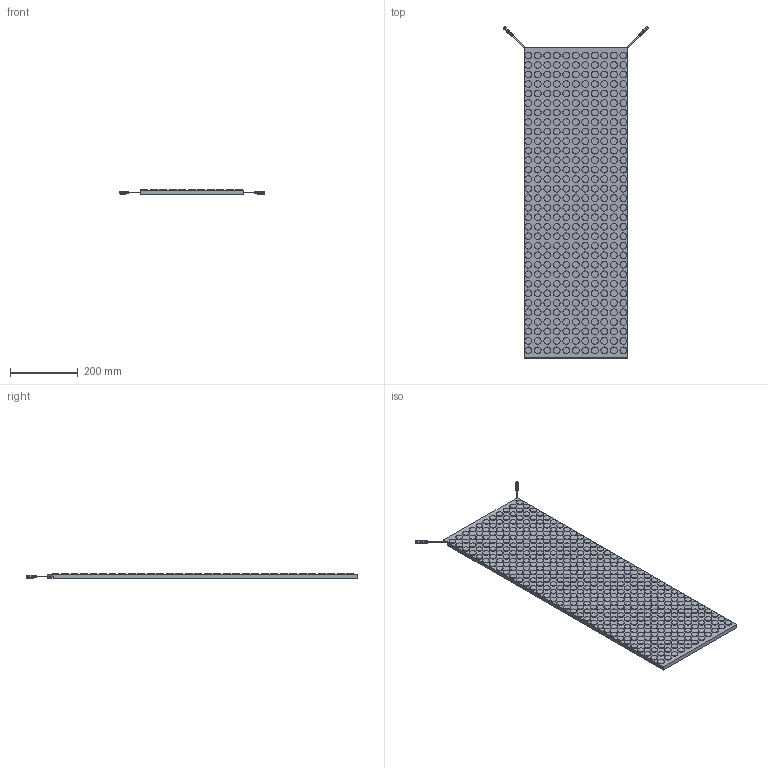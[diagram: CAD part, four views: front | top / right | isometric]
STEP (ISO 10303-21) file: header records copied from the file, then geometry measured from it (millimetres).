
FILE_DESCRIPTION (( 'STEP AP203' ), '1' );
FILE_NAME ('1602-4108_Default.step', '2022-02-03T14:46:41', ( 'Windows User' ), ( '' ), 'SwSTEP 2.0', 'SolidWorks 2021', '' );
FILE_SCHEMA (( 'CONFIG_CONTROL_DESIGN' ));
Length unit declared in the file: inch
Products named in the file (1): 1602-4108_Default
Bounding box: 429.36 x 977.25 x 14 mm (x, y, z)
Volume: 3567254.2 mm3; surface area: 636161.7 mm2
Topology: 20 solids, 20 shells, 1440 faces, 3037 edges, 1976 vertices
Faces by surface type: cylinder 822, plane 480, cone 92, bspline 46
Entity records: 40679 total; most frequent: CARTESIAN_POINT 8021, DIRECTION 7642, ORIENTED_EDGE 6050, AXIS2_PLACEMENT_3D 3290, EDGE_CURVE 3025, VERTEX_POINT 1976, CIRCLE 1895, EDGE_LOOP 1833
